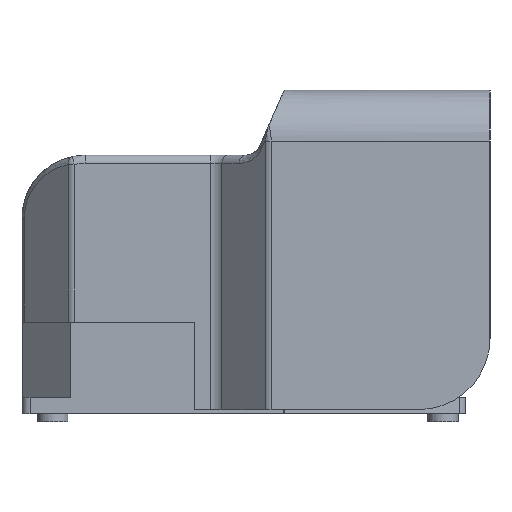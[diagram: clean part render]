
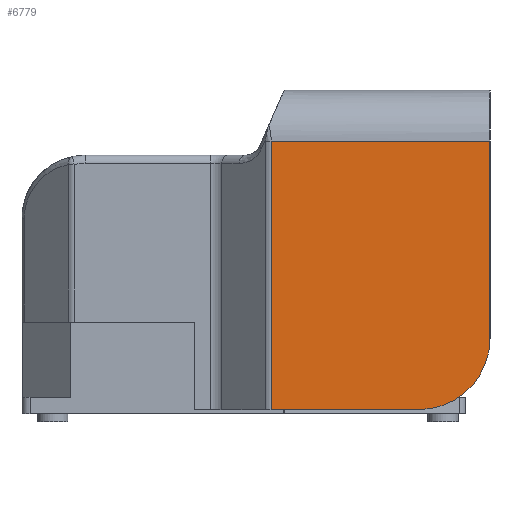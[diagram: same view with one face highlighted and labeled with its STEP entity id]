
A CAD part, front view. The second image highlights one B-rep face of the part: STEP entity #6779.
In plain terms, the highlighted planar face has unit normal (0, -1, 0).
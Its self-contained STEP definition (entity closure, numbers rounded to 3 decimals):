
#4335=CARTESIAN_POINT('',(80.0,-76.5,0.0));
#4336=VERTEX_POINT('',#4335);
#4343=CARTESIAN_POINT('',(7.446,-76.5,0.0));
#4344=VERTEX_POINT('',#4343);
#4345=CARTESIAN_POINT('',(7.446,-76.5,0.0));
#4346=DIRECTION('',(1.0,0.0,0.0));
#4347=VECTOR('',#4346,72.554);
#4348=LINE('',#4345,#4347);
#4349=EDGE_CURVE('',#4344,#4336,#4348,.T.);
#5616=CARTESIAN_POINT('',(115.0,-76.5,132.0));
#5617=VERTEX_POINT('',#5616);
#5625=CARTESIAN_POINT('',(115.0,-76.5,35.0));
#5626=VERTEX_POINT('',#5625);
#5627=CARTESIAN_POINT('',(115.0,-76.5,35.0));
#5628=DIRECTION('',(0.0,0.0,1.0));
#5629=VECTOR('',#5628,97.0);
#5630=LINE('',#5627,#5629);
#5631=EDGE_CURVE('',#5626,#5617,#5630,.T.);
#6597=CARTESIAN_POINT('',(7.446,-76.5,132.0));
#6598=VERTEX_POINT('',#6597);
#6630=CARTESIAN_POINT('',(7.446,-76.5,0.0));
#6631=DIRECTION('',(0.0,0.0,1.0));
#6632=VECTOR('',#6631,132.0);
#6633=LINE('',#6630,#6632);
#6634=EDGE_CURVE('',#4344,#6598,#6633,.T.);
#6707=CARTESIAN_POINT('',(80.0,-76.5,35.0));
#6708=DIRECTION('',(0.0,1.,0.0));
#6709=DIRECTION('',(0.707,0.0,-0.707));
#6710=AXIS2_PLACEMENT_3D('',#6707,#6708,#6709);
#6711=CIRCLE('',#6710,35.0);
#6712=EDGE_CURVE('',#5626,#4336,#6711,.T.);
#6754=CARTESIAN_POINT('',(7.446,-76.5,132.0));
#6755=DIRECTION('',(1.0,0.0,0.0));
#6756=VECTOR('',#6755,107.554);
#6757=LINE('',#6754,#6756);
#6758=EDGE_CURVE('',#6598,#5617,#6757,.T.);
#6767=CARTESIAN_POINT('',(115.0,-76.5,0.0));
#6768=DIRECTION('',(0.0,-1.0,0.0));
#6769=DIRECTION('',(0.0,0.0,-1.0));
#6770=AXIS2_PLACEMENT_3D('',#6767,#6768,#6769);
#6771=PLANE('',#6770);
#6772=ORIENTED_EDGE('',*,*,#6634,.F.);
#6773=ORIENTED_EDGE('',*,*,#4349,.T.);
#6774=ORIENTED_EDGE('',*,*,#6712,.F.);
#6775=ORIENTED_EDGE('',*,*,#5631,.T.);
#6776=ORIENTED_EDGE('',*,*,#6758,.F.);
#6777=EDGE_LOOP('',(#6772,#6773,#6774,#6775,#6776));
#6778=FACE_OUTER_BOUND('',#6777,.T.);
#6779=ADVANCED_FACE('',(#6778),#6771,.T.);
